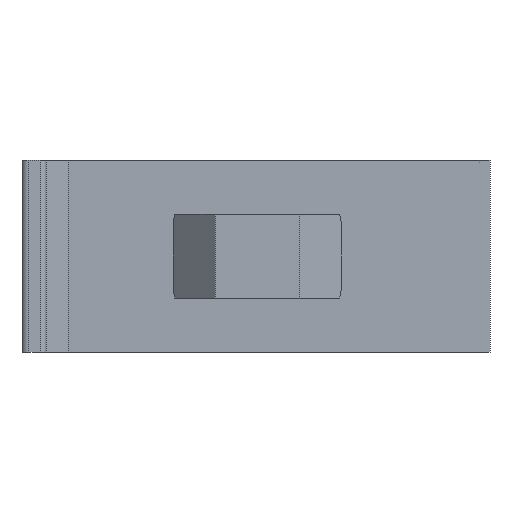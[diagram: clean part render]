
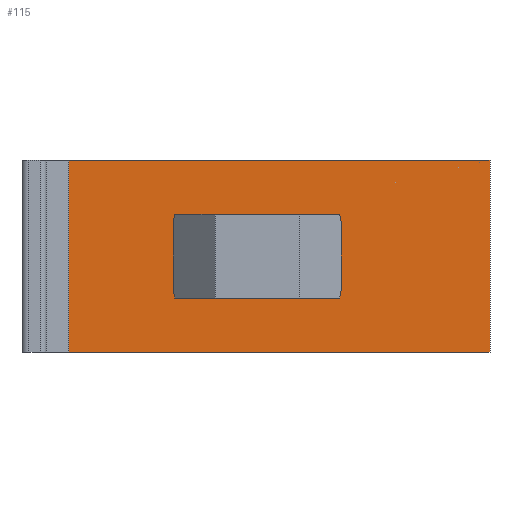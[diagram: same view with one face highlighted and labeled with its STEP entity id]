
A CAD part, front view. The second image highlights one B-rep face of the part: STEP entity #115.
In plain terms, the highlighted planar face has unit normal (0, -1, 0).
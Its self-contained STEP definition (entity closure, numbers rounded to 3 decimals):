
#115 = ADVANCED_FACE( '', ( #264, #265 ), #266, .F. );
#264 = FACE_OUTER_BOUND( '', #446, .T. );
#265 = FACE_BOUND( '', #447, .T. );
#266 = PLANE( '', #448 );
#446 = EDGE_LOOP( '', ( #741, #742, #743, #744 ) );
#447 = EDGE_LOOP( '', ( #745, #746, #747, #748, #749, #750 ) );
#448 = AXIS2_PLACEMENT_3D( '', #751, #752, #753 );
#741 = ORIENTED_EDGE( '', *, *, #1202, .T. );
#742 = ORIENTED_EDGE( '', *, *, #1229, .F. );
#743 = ORIENTED_EDGE( '', *, *, #1231, .F. );
#744 = ORIENTED_EDGE( '', *, *, #1232, .T. );
#745 = ORIENTED_EDGE( '', *, *, #1181, .T. );
#746 = ORIENTED_EDGE( '', *, *, #1146, .T. );
#747 = ORIENTED_EDGE( '', *, *, #1233, .T. );
#748 = ORIENTED_EDGE( '', *, *, #1165, .T. );
#749 = ORIENTED_EDGE( '', *, *, #1234, .T. );
#750 = ORIENTED_EDGE( '', *, *, #1235, .T. );
#751 = CARTESIAN_POINT( '', ( -15.7, 0., 8. ) );
#752 = DIRECTION( '', ( 0., 1., 0. ) );
#753 = DIRECTION( '', ( 0., 0., 1. ) );
#1146 = EDGE_CURVE( '', #1385, #1383, #1386, .T. );
#1165 = EDGE_CURVE( '', #1418, #1419, #1420, .T. );
#1181 = EDGE_CURVE( '', #1443, #1385, #1444, .T. );
#1202 = EDGE_CURVE( '', #1458, #1479, #1481, .T. );
#1229 = EDGE_CURVE( '', #1525, #1479, #1527, .T. );
#1231 = EDGE_CURVE( '', #1529, #1525, #1530, .T. );
#1232 = EDGE_CURVE( '', #1529, #1458, #1531, .T. );
#1233 = EDGE_CURVE( '', #1383, #1418, #1532, .T. );
#1234 = EDGE_CURVE( '', #1419, #1533, #1534, .T. );
#1235 = EDGE_CURVE( '', #1533, #1443, #1535, .T. );
#1383 = VERTEX_POINT( '', #1728 );
#1385 = VERTEX_POINT( '', #1731 );
#1386 = CIRCLE( '', #1732, 3.5 );
#1418 = VERTEX_POINT( '', #1776 );
#1419 = VERTEX_POINT( '', #1777 );
#1420 = LINE( '', #1778, #1779 );
#1443 = VERTEX_POINT( '', #1811 );
#1444 = LINE( '', #1812, #1813 );
#1458 = VERTEX_POINT( '', #1833 );
#1479 = VERTEX_POINT( '', #1861 );
#1481 = LINE( '', #1864, #1865 );
#1525 = VERTEX_POINT( '', #1928 );
#1527 = LINE( '', #1931, #1932 );
#1529 = VERTEX_POINT( '', #1934 );
#1530 = LINE( '', #1935, #1936 );
#1531 = LINE( '', #1937, #1938 );
#1532 = LINE( '', #1939, #1940 );
#1533 = VERTEX_POINT( '', #1941 );
#1534 = CIRCLE( '', #1942, 3.5 );
#1535 = LINE( '', #1943, #1944 );
#1728 = CARTESIAN_POINT( '', ( -4., 0., 0. ) );
#1731 = CARTESIAN_POINT( '', ( -0.5, 0., -3.5 ) );
#1732 = AXIS2_PLACEMENT_3D( '', #2153, #2154, #2155 );
#1776 = CARTESIAN_POINT( '', ( -4., 0., 3.5 ) );
#1777 = CARTESIAN_POINT( '', ( 0.5, 0., 3.5 ) );
#1778 = CARTESIAN_POINT( '', ( -4., 0., 3.5 ) );
#1779 = VECTOR( '', #2174, 1000. );
#1811 = CARTESIAN_POINT( '', ( 4., 0., -3.5 ) );
#1812 = CARTESIAN_POINT( '', ( 4., 0., -3.5 ) );
#1813 = VECTOR( '', #2190, 1000. );
#1833 = CARTESIAN_POINT( '', ( -15.7, 0., -8. ) );
#1861 = CARTESIAN_POINT( '', ( 19.4, 0., -8. ) );
#1864 = CARTESIAN_POINT( '', ( -15.7, 0., -8. ) );
#1865 = VECTOR( '', #2217, 1000. );
#1928 = CARTESIAN_POINT( '', ( 19.4, 0., 8. ) );
#1931 = CARTESIAN_POINT( '', ( 19.4, 0., 8. ) );
#1932 = VECTOR( '', #2247, 1000. );
#1934 = CARTESIAN_POINT( '', ( -15.7, 0., 8. ) );
#1935 = CARTESIAN_POINT( '', ( -15.7, 0., 8. ) );
#1936 = VECTOR( '', #2248, 1000. );
#1937 = CARTESIAN_POINT( '', ( -15.7, 0., 8. ) );
#1938 = VECTOR( '', #2249, 1000. );
#1939 = CARTESIAN_POINT( '', ( -4., 0., 0. ) );
#1940 = VECTOR( '', #2250, 1000. );
#1941 = CARTESIAN_POINT( '', ( 4., 0., 0. ) );
#1942 = AXIS2_PLACEMENT_3D( '', #2251, #2252, #2253 );
#1943 = CARTESIAN_POINT( '', ( 4., 0., 0. ) );
#1944 = VECTOR( '', #2254, 1000. );
#2153 = CARTESIAN_POINT( '', ( -0.5, 0., 0. ) );
#2154 = DIRECTION( '', ( 0., 1., 0. ) );
#2155 = DIRECTION( '', ( 1., 0., 0. ) );
#2174 = DIRECTION( '', ( 1., 0., 0. ) );
#2190 = DIRECTION( '', ( -1., 0., 0. ) );
#2217 = DIRECTION( '', ( 1., 0., 0. ) );
#2247 = DIRECTION( '', ( 0., 0., -1. ) );
#2248 = DIRECTION( '', ( 1., 0., 0. ) );
#2249 = DIRECTION( '', ( 0., 0., -1. ) );
#2250 = DIRECTION( '', ( 0., 0., 1. ) );
#2251 = CARTESIAN_POINT( '', ( 0.5, 0., 0. ) );
#2252 = DIRECTION( '', ( 0., 1., 0. ) );
#2253 = DIRECTION( '', ( 1., 0., 0. ) );
#2254 = DIRECTION( '', ( 0., 0., -1. ) );
